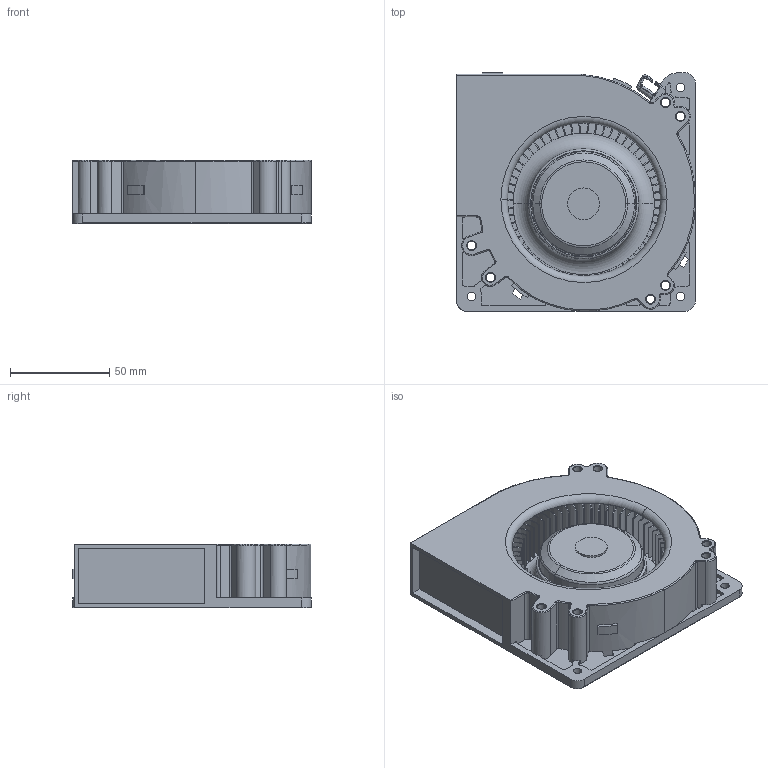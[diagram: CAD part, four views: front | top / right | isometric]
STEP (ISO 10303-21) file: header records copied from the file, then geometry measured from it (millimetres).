
FILE_DESCRIPTION (( 'STEP AP203' ), '1' );
FILE_NAME ('Blower_120x32_9BFB.STEP', '2021-05-28T07:29:30', ( '' ), ( '' ), 'SwSTEP 2.0', 'SolidWorks 2019', '' );
FILE_SCHEMA (( 'CONFIG_CONTROL_DESIGN' ));
Length unit declared in the file: millimetre
Products named in the file (1): Blower_120x32_9BFB
Bounding box: 120 x 120 x 32 mm (x, y, z)
Volume: 174237.5 mm3; surface area: 116985.6 mm2
Topology: 1 solids, 1 shells, 803 faces, 2148 edges, 1354 vertices
Faces by surface type: cylinder 446, plane 258, torus 52, cone 28, bspline 18, sphere 1
Entity records: 26393 total; most frequent: CARTESIAN_POINT 5433, DIRECTION 4855, ORIENTED_EDGE 4288, EDGE_CURVE 2144, AXIS2_PLACEMENT_3D 2018, VERTEX_POINT 1354, CIRCLE 1232, EDGE_LOOP 836
